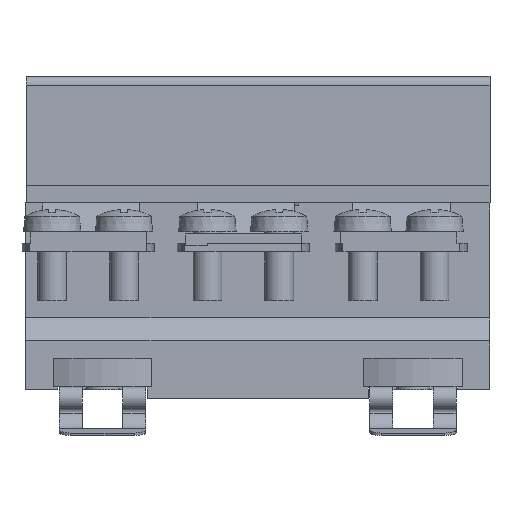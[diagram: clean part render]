
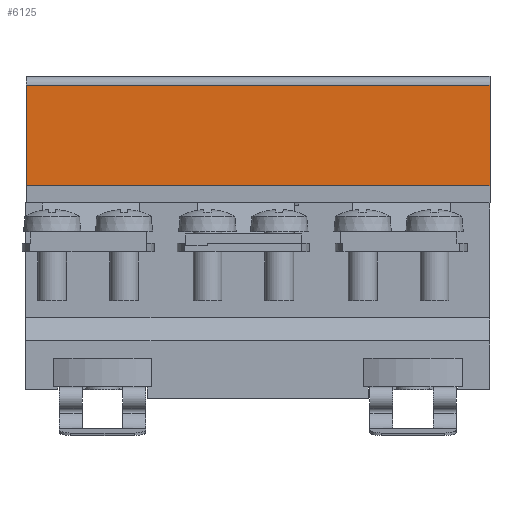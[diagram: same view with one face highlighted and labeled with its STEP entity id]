
A CAD part, front view. The second image highlights one B-rep face of the part: STEP entity #6125.
In plain terms, the highlighted planar face has unit normal (0, -1, 0).
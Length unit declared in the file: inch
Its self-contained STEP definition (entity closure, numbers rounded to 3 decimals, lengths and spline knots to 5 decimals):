
#5033=FACE_OUTER_BOUND('',#7808,.T.);
#6125=ADVANCED_FACE('',(#5033),#6939,.T.);
#6939=PLANE('',#19749);
#7808=EDGE_LOOP('',(#9513,#9514,#9515,#9516));
#9513=ORIENTED_EDGE('',*,*,#15125,.T.);
#9514=ORIENTED_EDGE('',*,*,#15109,.T.);
#9515=ORIENTED_EDGE('',*,*,#15106,.T.);
#9516=ORIENTED_EDGE('',*,*,#15123,.T.);
#13703=VERTEX_POINT('',#26099);
#13704=VERTEX_POINT('',#26100);
#13705=VERTEX_POINT('',#26105);
#13712=VERTEX_POINT('',#26129);
#15106=EDGE_CURVE('',#13703,#13704,#17063,.T.);
#15109=EDGE_CURVE('',#13705,#13703,#17064,.T.);
#15123=EDGE_CURVE('',#13704,#13712,#17078,.T.);
#15125=EDGE_CURVE('',#13712,#13705,#17080,.T.);
#17063=LINE('',#26098,#18393);
#17064=LINE('',#26104,#18394);
#17078=LINE('',#26130,#18408);
#17080=LINE('',#26134,#18410);
#18393=VECTOR('',#21223,1.);
#18394=VECTOR('',#21230,1.);
#18408=VECTOR('',#21252,1.);
#18410=VECTOR('',#21258,1.);
#19749=AXIS2_PLACEMENT_3D('',#26135,#21259,#21260);
#21223=DIRECTION('',(-1.,0.,0.));
#21230=DIRECTION('',(0.,0.,1.));
#21252=DIRECTION('',(0.,0.,-1.));
#21258=DIRECTION('',(1.,0.,0.));
#21259=DIRECTION('',(0.,-1.,0.));
#21260=DIRECTION('',(0.,0.,1.));
#26098=CARTESIAN_POINT('',(3.14567,0.52165,2.39961));
#26099=CARTESIAN_POINT('',(3.20472,0.52165,2.39961));
#26100=CARTESIAN_POINT('',(0.02756,0.52165,2.39961));
#26104=CARTESIAN_POINT('',(3.20472,0.52165,1.59252));
#26105=CARTESIAN_POINT('',(3.20472,0.52165,1.71063));
#26129=CARTESIAN_POINT('',(0.02756,0.52165,1.71063));
#26130=CARTESIAN_POINT('',(0.02756,0.52165,1.71063));
#26134=CARTESIAN_POINT('',(3.20472,0.52165,1.71063));
#26135=CARTESIAN_POINT('',(3.20472,0.52165,1.71063));
